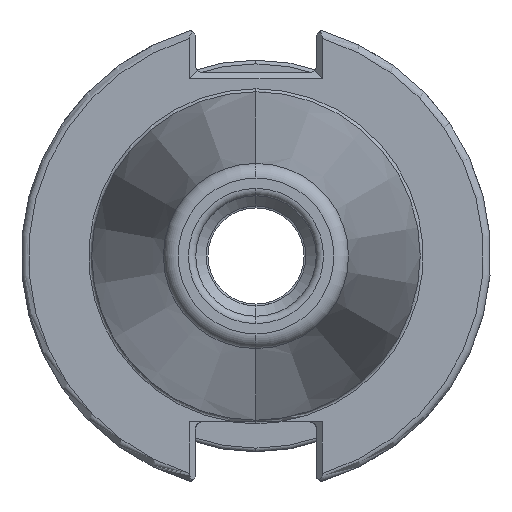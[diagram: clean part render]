
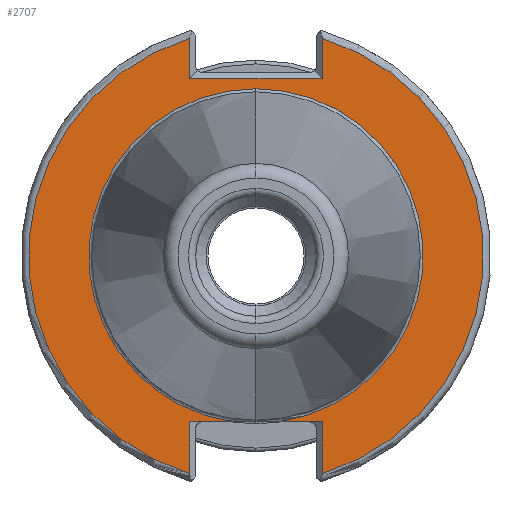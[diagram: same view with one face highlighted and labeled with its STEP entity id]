
A CAD part, left-side view. The second image highlights one B-rep face of the part: STEP entity #2707.
In plain terms, the highlighted planar face has unit normal (-1, 0, 0).
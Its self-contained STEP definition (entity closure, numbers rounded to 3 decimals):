
#42 = DIRECTION ( 'NONE',  ( 0., 1., 0. ) ) ;
#63 = AXIS2_PLACEMENT_3D ( 'NONE', #4472, #2129, #4840 ) ;
#167 = CARTESIAN_POINT ( 'NONE',  ( -96.92, 0., 0. ) ) ;
#226 = AXIS2_PLACEMENT_3D ( 'NONE', #5118, #5095, #5081 ) ;
#304 = ORIENTED_EDGE ( 'NONE', *, *, #3670, .F. ) ;
#316 = EDGE_CURVE ( 'NONE', #1621, #4098, #4478, .T. ) ;
#413 = LINE ( 'NONE', #861, #3569 ) ;
#455 = AXIS2_PLACEMENT_3D ( 'NONE', #167, #3079, #612 ) ;
#479 = DIRECTION ( 'NONE',  ( 1., 0., 0. ) ) ;
#496 = CARTESIAN_POINT ( 'NONE',  ( -96.92, -8.99, 0. ) ) ;
#612 = DIRECTION ( 'NONE',  ( 0., 0., 1. ) ) ;
#643 = CIRCLE ( 'NONE', #63, 30.775 ) ;
#665 = AXIS2_PLACEMENT_3D ( 'NONE', #3881, #3675, #3649 ) ;
#692 = EDGE_CURVE ( 'NONE', #1368, #2987, #1252, .T. ) ;
#760 = VECTOR ( 'NONE', #4559, 1000. ) ;
#784 = CARTESIAN_POINT ( 'NONE',  ( -96.92, 8.99, 30.701 ) ) ;
#790 = DIRECTION ( 'NONE',  ( 0., 0., 1. ) ) ;
#808 = DIRECTION ( 'NONE',  ( 0., 0., 1. ) ) ;
#861 = CARTESIAN_POINT ( 'NONE',  ( -96.92, 8.99, 0. ) ) ;
#903 = PLANE ( 'NONE',  #5082 ) ;
#982 = ORIENTED_EDGE ( 'NONE', *, *, #3993, .T. ) ;
#1118 = CARTESIAN_POINT ( 'NONE',  ( -96.92, -8.99, -22.41 ) ) ;
#1171 = CARTESIAN_POINT ( 'NONE',  ( -96.92, 8.99, 29.433 ) ) ;
#1252 = LINE ( 'NONE', #784, #4424 ) ;
#1368 = VERTEX_POINT ( 'NONE', #3151 ) ;
#1386 = CARTESIAN_POINT ( 'NONE',  ( -96.92, 3.112, -22.41 ) ) ;
#1432 = EDGE_CURVE ( 'NONE', #2987, #5158, #3010, .T. ) ;
#1612 = CARTESIAN_POINT ( 'NONE',  ( -96.92, -8.99, 24.8 ) ) ;
#1621 = VERTEX_POINT ( 'NONE', #4191 ) ;
#1666 = FACE_OUTER_BOUND ( 'NONE', #5041, .T. ) ;
#1742 = CARTESIAN_POINT ( 'NONE',  ( -96.92, -8.19, -22.41 ) ) ;
#1763 = DIRECTION ( 'NONE',  ( 0., 0., -1. ) ) ;
#1836 = VERTEX_POINT ( 'NONE', #4025 ) ;
#1984 = VERTEX_POINT ( 'NONE', #2959 ) ;
#2053 = CARTESIAN_POINT ( 'NONE',  ( -96.92, -8.19, -22.41 ) ) ;
#2129 = DIRECTION ( 'NONE',  ( -1., 0., 0. ) ) ;
#2165 = VECTOR ( 'NONE', #2837, 1000. ) ;
#2171 = EDGE_CURVE ( 'NONE', #5158, #5176, #413, .T. ) ;
#2209 = ORIENTED_EDGE ( 'NONE', *, *, #692, .T. ) ;
#2223 = VECTOR ( 'NONE', #1763, 1000. ) ;
#2332 = EDGE_CURVE ( 'NONE', #5176, #4098, #2813, .T. ) ;
#2420 = CARTESIAN_POINT ( 'NONE',  ( -96.92, 8.99, -22.41 ) ) ;
#2707 = ADVANCED_FACE ( 'NONE', ( #1666 ), #903, .F. ) ;
#2813 = LINE ( 'NONE', #1742, #760 ) ;
#2837 = DIRECTION ( 'NONE',  ( 0., 0., -1. ) ) ;
#2940 = VERTEX_POINT ( 'NONE', #1118 ) ;
#2959 = CARTESIAN_POINT ( 'NONE',  ( -96.92, -3.112, -22.41 ) ) ;
#2987 = VERTEX_POINT ( 'NONE', #1171 ) ;
#3010 = CIRCLE ( 'NONE', #665, 30.775 ) ;
#3079 = DIRECTION ( 'NONE',  ( -1., 0., 0. ) ) ;
#3083 = VECTOR ( 'NONE', #4412, 1000. ) ;
#3151 = CARTESIAN_POINT ( 'NONE',  ( -96.92, 8.99, 24. ) ) ;
#3168 = EDGE_CURVE ( 'NONE', #3381, #1368, #4621, .T. ) ;
#3225 = LINE ( 'NONE', #1612, #2165 ) ;
#3264 = ORIENTED_EDGE ( 'NONE', *, *, #316, .F. ) ;
#3297 = LINE ( 'NONE', #496, #2223 ) ;
#3352 = CARTESIAN_POINT ( 'NONE',  ( -96.92, 0., 24. ) ) ;
#3364 = DIRECTION ( 'NONE',  ( 0., 0., -1. ) ) ;
#3381 = VERTEX_POINT ( 'NONE', #4383 ) ;
#3432 = ORIENTED_EDGE ( 'NONE', *, *, #1432, .T. ) ;
#3493 = VECTOR ( 'NONE', #42, 1000. ) ;
#3504 = ORIENTED_EDGE ( 'NONE', *, *, #3168, .T. ) ;
#3569 = VECTOR ( 'NONE', #808, 1000. ) ;
#3598 = CARTESIAN_POINT ( 'NONE',  ( -96.92, 8.99, -29.433 ) ) ;
#3649 = DIRECTION ( 'NONE',  ( 0., 0., -1. ) ) ;
#3670 = EDGE_CURVE ( 'NONE', #1984, #1621, #3718, .T. ) ;
#3675 = DIRECTION ( 'NONE',  ( -1., 0., 0. ) ) ;
#3718 = CIRCLE ( 'NONE', #455, 22.625 ) ;
#3796 = EDGE_CURVE ( 'NONE', #1836, #3381, #3225, .T. ) ;
#3815 = ORIENTED_EDGE ( 'NONE', *, *, #3796, .T. ) ;
#3832 = EDGE_CURVE ( 'NONE', #1984, #2940, #5142, .T. ) ;
#3881 = CARTESIAN_POINT ( 'NONE',  ( -96.92, 0., 0. ) ) ;
#3901 = EDGE_CURVE ( 'NONE', #4102, #1836, #643, .T. ) ;
#3993 = EDGE_CURVE ( 'NONE', #2940, #4102, #3297, .T. ) ;
#4025 = CARTESIAN_POINT ( 'NONE',  ( -96.92, -8.99, 29.433 ) ) ;
#4098 = VERTEX_POINT ( 'NONE', #1386 ) ;
#4102 = VERTEX_POINT ( 'NONE', #4939 ) ;
#4160 = ORIENTED_EDGE ( 'NONE', *, *, #3901, .T. ) ;
#4191 = CARTESIAN_POINT ( 'NONE',  ( -96.92, 0., 22.625 ) ) ;
#4218 = ORIENTED_EDGE ( 'NONE', *, *, #2332, .T. ) ;
#4383 = CARTESIAN_POINT ( 'NONE',  ( -96.92, -8.99, 24. ) ) ;
#4412 = DIRECTION ( 'NONE',  ( 0., -1., 0. ) ) ;
#4424 = VECTOR ( 'NONE', #790, 1000. ) ;
#4472 = CARTESIAN_POINT ( 'NONE',  ( -96.92, 0., 0. ) ) ;
#4478 = CIRCLE ( 'NONE', #226, 22.625 ) ;
#4500 = CARTESIAN_POINT ( 'NONE',  ( -96.92, 0., 0. ) ) ;
#4559 = DIRECTION ( 'NONE',  ( 0., -1., 0. ) ) ;
#4621 = LINE ( 'NONE', #3352, #3493 ) ;
#4633 = ORIENTED_EDGE ( 'NONE', *, *, #2171, .T. ) ;
#4840 = DIRECTION ( 'NONE',  ( 0., 0., -1. ) ) ;
#4915 = ORIENTED_EDGE ( 'NONE', *, *, #3832, .T. ) ;
#4939 = CARTESIAN_POINT ( 'NONE',  ( -96.92, -8.99, -29.433 ) ) ;
#5041 = EDGE_LOOP ( 'NONE', ( #2209, #3432, #4633, #4218, #3264, #304, #4915, #982, #4160, #3815, #3504 ) ) ;
#5081 = DIRECTION ( 'NONE',  ( 0., 0., 1. ) ) ;
#5082 = AXIS2_PLACEMENT_3D ( 'NONE', #4500, #479, #3364 ) ;
#5095 = DIRECTION ( 'NONE',  ( -1., 0., 0. ) ) ;
#5118 = CARTESIAN_POINT ( 'NONE',  ( -96.92, 0., 0. ) ) ;
#5142 = LINE ( 'NONE', #2053, #3083 ) ;
#5158 = VERTEX_POINT ( 'NONE', #3598 ) ;
#5176 = VERTEX_POINT ( 'NONE', #2420 ) ;
